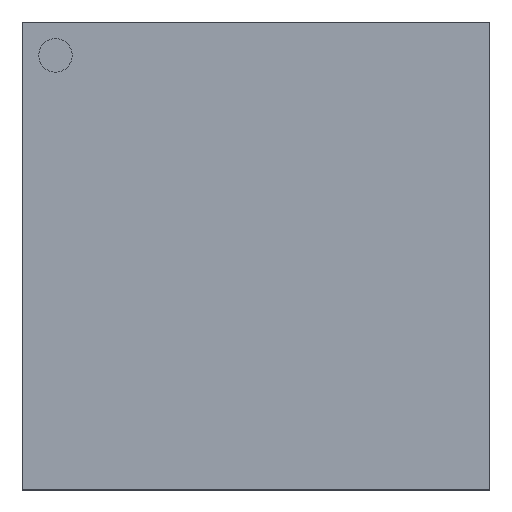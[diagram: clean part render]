
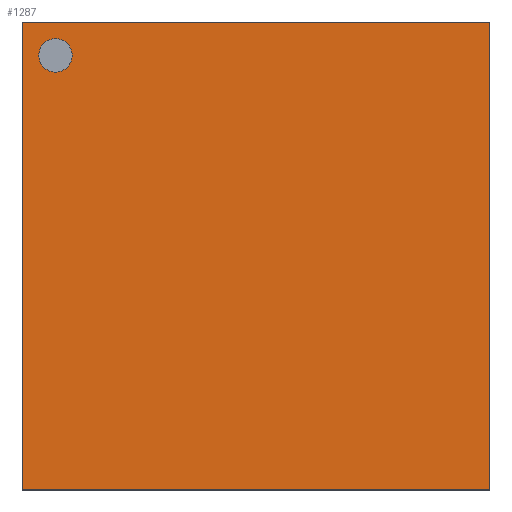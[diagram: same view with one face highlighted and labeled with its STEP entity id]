
A CAD part, top view. The second image highlights one B-rep face of the part: STEP entity #1287.
In plain terms, the highlighted planar face has unit normal (0, 0, 1).
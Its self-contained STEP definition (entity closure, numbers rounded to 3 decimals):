
#1000 = VERTEX_POINT('',#1001);
#1001 = CARTESIAN_POINT('',(-3.5,3.5,0.66));
#1008 = PLANE('',#1009);
#1009 = AXIS2_PLACEMENT_3D('',#1010,#1011,#1012);
#1010 = CARTESIAN_POINT('',(-3.5,3.5,0.));
#1011 = DIRECTION('',(0.,1.,0.));
#1012 = DIRECTION('',(1.,0.,0.));
#1020 = PLANE('',#1021);
#1021 = AXIS2_PLACEMENT_3D('',#1022,#1023,#1024);
#1022 = CARTESIAN_POINT('',(-3.5,-3.5,0.));
#1023 = DIRECTION('',(-1.,0.,0.));
#1024 = DIRECTION('',(0.,1.,0.));
#1032 = EDGE_CURVE('',#1000,#1033,#1035,.T.);
#1033 = VERTEX_POINT('',#1034);
#1034 = CARTESIAN_POINT('',(3.5,3.5,0.66));
#1035 = SURFACE_CURVE('',#1036,(#1040,#1047),.PCURVE_S1.);
#1036 = LINE('',#1037,#1038);
#1037 = CARTESIAN_POINT('',(-3.5,3.5,0.66));
#1038 = VECTOR('',#1039,1.);
#1039 = DIRECTION('',(1.,0.,0.));
#1040 = PCURVE('',#1008,#1041);
#1041 = DEFINITIONAL_REPRESENTATION('',(#1042),#1046);
#1042 = LINE('',#1043,#1044);
#1043 = CARTESIAN_POINT('',(0.,-0.66));
#1044 = VECTOR('',#1045,1.);
#1045 = DIRECTION('',(1.,0.));
#1046 = ( GEOMETRIC_REPRESENTATION_CONTEXT(2) 
PARAMETRIC_REPRESENTATION_CONTEXT() REPRESENTATION_CONTEXT('2D SPACE',''
  ) );
#1047 = PCURVE('',#1048,#1053);
#1048 = PLANE('',#1049);
#1049 = AXIS2_PLACEMENT_3D('',#1050,#1051,#1052);
#1050 = CARTESIAN_POINT('',(-3.5,3.5,0.66));
#1051 = DIRECTION('',(0.,0.,1.));
#1052 = DIRECTION('',(1.,0.,0.));
#1053 = DEFINITIONAL_REPRESENTATION('',(#1054),#1058);
#1054 = LINE('',#1055,#1056);
#1055 = CARTESIAN_POINT('',(0.,0.));
#1056 = VECTOR('',#1057,1.);
#1057 = DIRECTION('',(1.,0.));
#1058 = ( GEOMETRIC_REPRESENTATION_CONTEXT(2) 
PARAMETRIC_REPRESENTATION_CONTEXT() REPRESENTATION_CONTEXT('2D SPACE',''
  ) );
#1076 = PLANE('',#1077);
#1077 = AXIS2_PLACEMENT_3D('',#1078,#1079,#1080);
#1078 = CARTESIAN_POINT('',(3.5,3.5,0.));
#1079 = DIRECTION('',(1.,0.,0.));
#1080 = DIRECTION('',(0.,-1.,0.));
#1120 = VERTEX_POINT('',#1121);
#1121 = CARTESIAN_POINT('',(-3.5,-3.5,0.66));
#1135 = PLANE('',#1136);
#1136 = AXIS2_PLACEMENT_3D('',#1137,#1138,#1139);
#1137 = CARTESIAN_POINT('',(3.5,-3.5,0.));
#1138 = DIRECTION('',(0.,-1.,0.));
#1139 = DIRECTION('',(-1.,0.,0.));
#1147 = EDGE_CURVE('',#1120,#1000,#1148,.T.);
#1148 = SURFACE_CURVE('',#1149,(#1153,#1160),.PCURVE_S1.);
#1149 = LINE('',#1150,#1151);
#1150 = CARTESIAN_POINT('',(-3.5,-3.5,0.66));
#1151 = VECTOR('',#1152,1.);
#1152 = DIRECTION('',(0.,1.,0.));
#1153 = PCURVE('',#1020,#1154);
#1154 = DEFINITIONAL_REPRESENTATION('',(#1155),#1159);
#1155 = LINE('',#1156,#1157);
#1156 = CARTESIAN_POINT('',(0.,-0.66));
#1157 = VECTOR('',#1158,1.);
#1158 = DIRECTION('',(1.,0.));
#1159 = ( GEOMETRIC_REPRESENTATION_CONTEXT(2) 
PARAMETRIC_REPRESENTATION_CONTEXT() REPRESENTATION_CONTEXT('2D SPACE',''
  ) );
#1160 = PCURVE('',#1048,#1161);
#1161 = DEFINITIONAL_REPRESENTATION('',(#1162),#1166);
#1162 = LINE('',#1163,#1164);
#1163 = CARTESIAN_POINT('',(0.,-7.));
#1164 = VECTOR('',#1165,1.);
#1165 = DIRECTION('',(0.,1.));
#1166 = ( GEOMETRIC_REPRESENTATION_CONTEXT(2) 
PARAMETRIC_REPRESENTATION_CONTEXT() REPRESENTATION_CONTEXT('2D SPACE',''
  ) );
#1194 = EDGE_CURVE('',#1033,#1195,#1197,.T.);
#1195 = VERTEX_POINT('',#1196);
#1196 = CARTESIAN_POINT('',(3.5,-3.5,0.66));
#1197 = SURFACE_CURVE('',#1198,(#1202,#1209),.PCURVE_S1.);
#1198 = LINE('',#1199,#1200);
#1199 = CARTESIAN_POINT('',(3.5,3.5,0.66));
#1200 = VECTOR('',#1201,1.);
#1201 = DIRECTION('',(0.,-1.,0.));
#1202 = PCURVE('',#1076,#1203);
#1203 = DEFINITIONAL_REPRESENTATION('',(#1204),#1208);
#1204 = LINE('',#1205,#1206);
#1205 = CARTESIAN_POINT('',(0.,-0.66));
#1206 = VECTOR('',#1207,1.);
#1207 = DIRECTION('',(1.,0.));
#1208 = ( GEOMETRIC_REPRESENTATION_CONTEXT(2) 
PARAMETRIC_REPRESENTATION_CONTEXT() REPRESENTATION_CONTEXT('2D SPACE',''
  ) );
#1209 = PCURVE('',#1048,#1210);
#1210 = DEFINITIONAL_REPRESENTATION('',(#1211),#1215);
#1211 = LINE('',#1212,#1213);
#1212 = CARTESIAN_POINT('',(7.,0.));
#1213 = VECTOR('',#1214,1.);
#1214 = DIRECTION('',(0.,-1.));
#1215 = ( GEOMETRIC_REPRESENTATION_CONTEXT(2) 
PARAMETRIC_REPRESENTATION_CONTEXT() REPRESENTATION_CONTEXT('2D SPACE',''
  ) );
#1287 = ADVANCED_FACE('',(#1288,#1314),#1048,.T.);
#1288 = FACE_BOUND('',#1289,.T.);
#1289 = EDGE_LOOP('',(#1290,#1291,#1292,#1313));
#1290 = ORIENTED_EDGE('',*,*,#1032,.F.);
#1291 = ORIENTED_EDGE('',*,*,#1147,.F.);
#1292 = ORIENTED_EDGE('',*,*,#1293,.F.);
#1293 = EDGE_CURVE('',#1195,#1120,#1294,.T.);
#1294 = SURFACE_CURVE('',#1295,(#1299,#1306),.PCURVE_S1.);
#1295 = LINE('',#1296,#1297);
#1296 = CARTESIAN_POINT('',(3.5,-3.5,0.66));
#1297 = VECTOR('',#1298,1.);
#1298 = DIRECTION('',(-1.,0.,0.));
#1299 = PCURVE('',#1048,#1300);
#1300 = DEFINITIONAL_REPRESENTATION('',(#1301),#1305);
#1301 = LINE('',#1302,#1303);
#1302 = CARTESIAN_POINT('',(7.,-7.));
#1303 = VECTOR('',#1304,1.);
#1304 = DIRECTION('',(-1.,0.));
#1305 = ( GEOMETRIC_REPRESENTATION_CONTEXT(2) 
PARAMETRIC_REPRESENTATION_CONTEXT() REPRESENTATION_CONTEXT('2D SPACE',''
  ) );
#1306 = PCURVE('',#1135,#1307);
#1307 = DEFINITIONAL_REPRESENTATION('',(#1308),#1312);
#1308 = LINE('',#1309,#1310);
#1309 = CARTESIAN_POINT('',(0.,-0.66));
#1310 = VECTOR('',#1311,1.);
#1311 = DIRECTION('',(1.,0.));
#1312 = ( GEOMETRIC_REPRESENTATION_CONTEXT(2) 
PARAMETRIC_REPRESENTATION_CONTEXT() REPRESENTATION_CONTEXT('2D SPACE',''
  ) );
#1313 = ORIENTED_EDGE('',*,*,#1194,.F.);
#1314 = FACE_BOUND('',#1315,.T.);
#1315 = EDGE_LOOP('',(#1316));
#1316 = ORIENTED_EDGE('',*,*,#1317,.F.);
#1317 = EDGE_CURVE('',#1318,#1318,#1320,.T.);
#1318 = VERTEX_POINT('',#1319);
#1319 = CARTESIAN_POINT('',(-2.75,3.,0.66));
#1320 = SURFACE_CURVE('',#1321,(#1326,#1333),.PCURVE_S1.);
#1321 = CIRCLE('',#1322,0.25);
#1322 = AXIS2_PLACEMENT_3D('',#1323,#1324,#1325);
#1323 = CARTESIAN_POINT('',(-3.,3.,0.66));
#1324 = DIRECTION('',(0.,0.,1.));
#1325 = DIRECTION('',(1.,0.,0.));
#1326 = PCURVE('',#1048,#1327);
#1327 = DEFINITIONAL_REPRESENTATION('',(#1328),#1332);
#1328 = CIRCLE('',#1329,0.25);
#1329 = AXIS2_PLACEMENT_2D('',#1330,#1331);
#1330 = CARTESIAN_POINT('',(0.5,-0.5));
#1331 = DIRECTION('',(1.,0.));
#1332 = ( GEOMETRIC_REPRESENTATION_CONTEXT(2) 
PARAMETRIC_REPRESENTATION_CONTEXT() REPRESENTATION_CONTEXT('2D SPACE',''
  ) );
#1333 = PCURVE('',#1334,#1339);
#1334 = CYLINDRICAL_SURFACE('',#1335,0.25);
#1335 = AXIS2_PLACEMENT_3D('',#1336,#1337,#1338);
#1336 = CARTESIAN_POINT('',(-3.,3.,0.66));
#1337 = DIRECTION('',(0.,0.,1.));
#1338 = DIRECTION('',(1.,0.,0.));
#1339 = DEFINITIONAL_REPRESENTATION('',(#1340),#1344);
#1340 = LINE('',#1341,#1342);
#1341 = CARTESIAN_POINT('',(0.,0.));
#1342 = VECTOR('',#1343,1.);
#1343 = DIRECTION('',(1.,0.));
#1344 = ( GEOMETRIC_REPRESENTATION_CONTEXT(2) 
PARAMETRIC_REPRESENTATION_CONTEXT() REPRESENTATION_CONTEXT('2D SPACE',''
  ) );
